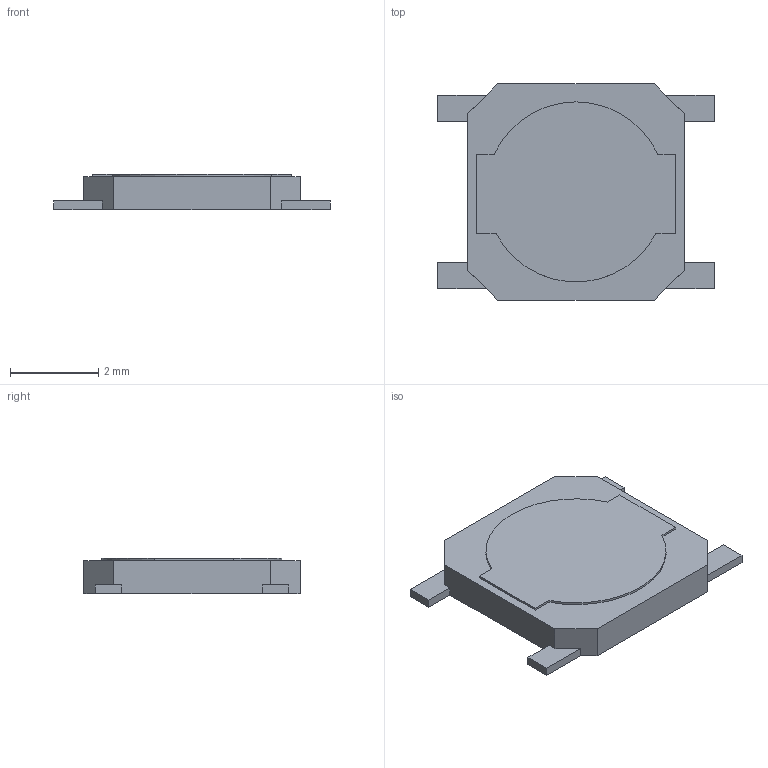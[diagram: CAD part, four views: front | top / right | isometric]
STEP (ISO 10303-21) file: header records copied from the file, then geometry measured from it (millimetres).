
FILE_DESCRIPTION(('FreeCAD Model'),'2;1');
FILE_NAME('Open CASCADE Shape Model','2022-01-23T16:41:06',(''),(''), 'Open CASCADE STEP processor 7.5','FreeCAD','Unknown');
FILE_SCHEMA(('AUTOMOTIVE_DESIGN { 1 0 10303 214 1 1 1 1 }'));
Length unit declared in the file: millimetre
Products named in the file (1): Fusion
Bounding box: 6.26 x 4.9 x 0.8 mm (x, y, z)
Volume: 18.4 mm3; surface area: 65.7 mm2
Topology: 1 solids, 1 shells, 39 faces, 104 edges, 68 vertices
Faces by surface type: plane 37, cylinder 2
Entity records: 1423 total; most frequent: CARTESIAN_POINT 212, ORIENTED_EDGE 208, DIRECTION 188, EDGE_CURVE 104, LINE 100, VECTOR 100, VERTEX_POINT 68, AXIS2_PLACEMENT_3D 44
